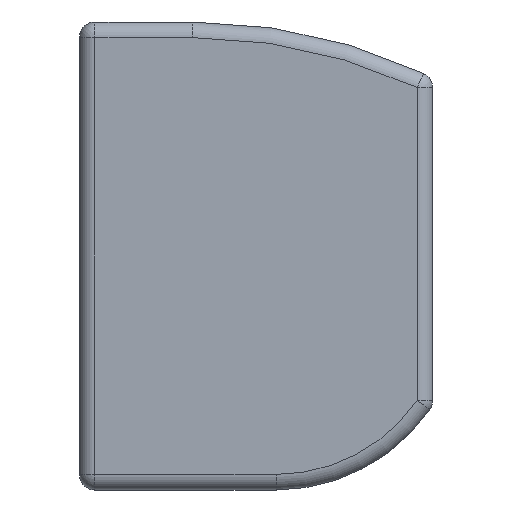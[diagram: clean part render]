
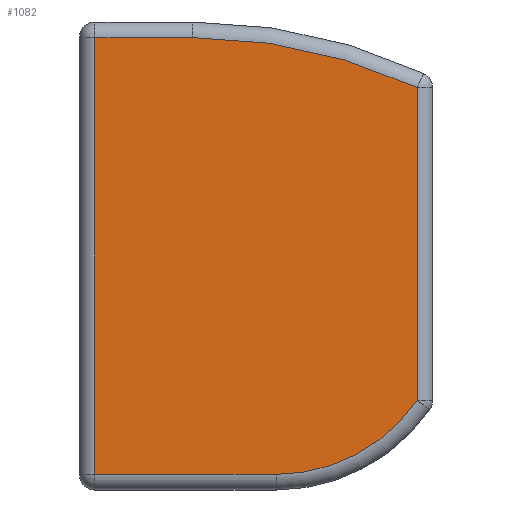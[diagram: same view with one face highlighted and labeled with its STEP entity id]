
A CAD part, left-side view. The second image highlights one B-rep face of the part: STEP entity #1082.
In plain terms, the highlighted planar face has unit normal (-1, 0, 0).
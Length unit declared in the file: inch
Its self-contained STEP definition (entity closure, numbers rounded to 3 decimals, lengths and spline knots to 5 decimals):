
#16=DIRECTION('',(0.,0.,-1.));
#17=VECTOR('',#16,56.);
#18=CARTESIAN_POINT('',(-125.,-2.,-2.));
#19=LINE('',#18,#17);
#24=DIRECTION('',(0.,1.,0.));
#25=VECTOR('',#24,12.5);
#26=CARTESIAN_POINT('',(-125.,-14.5,-2.));
#27=LINE('',#26,#25);
#31=CARTESIAN_POINT('',(-125.,-14.5,-70.));
#32=DIRECTION('',(-1.,0.,0.));
#33=DIRECTION('',(0.,-0.424,0.906));
#34=AXIS2_PLACEMENT_3D('',#31,#32,#33);
#39=DIRECTION('',(0.,0.,1.));
#40=VECTOR('',#39,40.12957);
#41=CARTESIAN_POINT('',(-125.,-43.3,-48.52927));
#42=LINE('',#41,#40);
#46=CARTESIAN_POINT('',(-125.,-25.21677,-36.));
#47=DIRECTION('',(-1.,0.,0.));
#48=DIRECTION('',(0.,0.,-1.));
#49=AXIS2_PLACEMENT_3D('',#46,#47,#48);
#54=DIRECTION('',(0.,-1.,0.));
#55=VECTOR('',#54,23.21677);
#56=CARTESIAN_POINT('',(-125.,-2.,-58.));
#57=LINE('',#56,#55);
#949=CARTESIAN_POINT('',(-125.,-2.,-2.));
#950=CARTESIAN_POINT('',(-125.,-2.,-58.));
#951=VERTEX_POINT('',#949);
#952=VERTEX_POINT('',#950);
#959=CARTESIAN_POINT('',(-125.,-43.29954,-8.39979));
#960=CARTESIAN_POINT('',(-125.,-14.5,-2.));
#961=VERTEX_POINT('',#959);
#962=VERTEX_POINT('',#960);
#963=CARTESIAN_POINT('',(-125.,-25.21677,-58.));
#964=CARTESIAN_POINT('',(-125.,-43.30104,-48.52832));
#965=VERTEX_POINT('',#963);
#966=VERTEX_POINT('',#964);
#1063=CARTESIAN_POINT('',(-125.,0.,0.));
#1064=DIRECTION('',(1.,0.,0.));
#1065=DIRECTION('',(0.,-1.,0.));
#1066=AXIS2_PLACEMENT_3D('',#1063,#1064,#1065);
#1067=PLANE('',#1066);
#1069=ORIENTED_EDGE('',*,*,#1068,.F.);
#1071=ORIENTED_EDGE('',*,*,#1070,.F.);
#1073=ORIENTED_EDGE('',*,*,#1072,.F.);
#1075=ORIENTED_EDGE('',*,*,#1074,.F.);
#1077=ORIENTED_EDGE('',*,*,#1076,.F.);
#1079=ORIENTED_EDGE('',*,*,#1078,.F.);
#1080=EDGE_LOOP('',(#1069,#1071,#1073,#1075,#1077,#1079));
#1081=FACE_OUTER_BOUND('',#1080,.F.);
#1082=ADVANCED_FACE('',(#1081),#1067,.F.);
#35=CIRCLE('',#34,68.);
#50=CIRCLE('',#49,22.);
#1068=EDGE_CURVE('',#951,#952,#19,.T.);
#1070=EDGE_CURVE('',#962,#951,#27,.T.);
#1072=EDGE_CURVE('',#961,#962,#35,.T.);
#1074=EDGE_CURVE('',#966,#961,#42,.T.);
#1076=EDGE_CURVE('',#965,#966,#50,.T.);
#1078=EDGE_CURVE('',#952,#965,#57,.T.);
